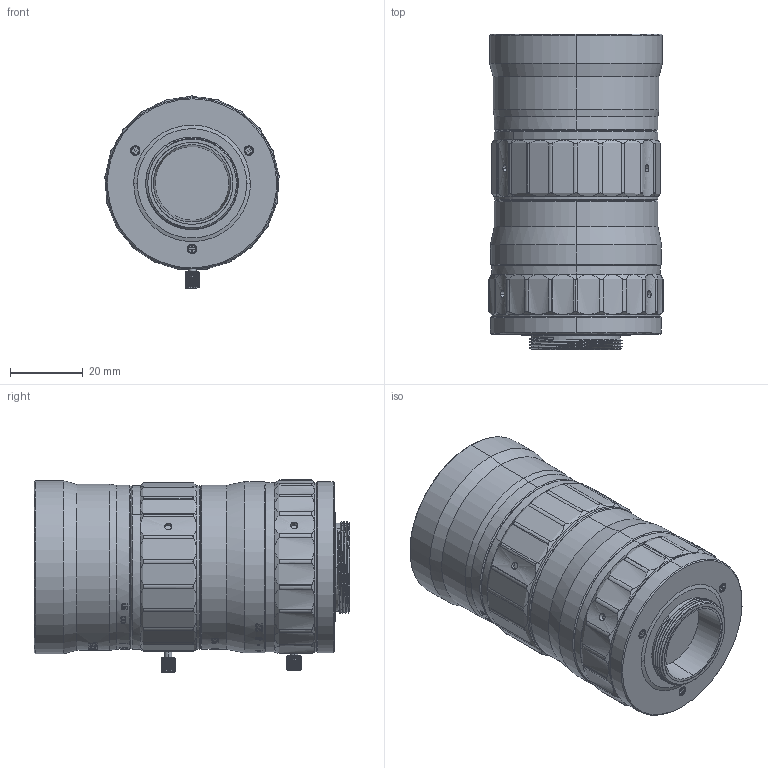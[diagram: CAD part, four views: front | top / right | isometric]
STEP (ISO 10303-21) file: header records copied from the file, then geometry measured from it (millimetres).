
FILE_DESCRIPTION (( 'STEP AP203' ), '1' );
FILE_NAME ('600018.STEP', '2021-08-06T07:59:18', ( '' ), ( '' ), 'SwSTEP 2.0', 'SolidWorks 2020', '' );
FILE_SCHEMA (( 'CONFIG_CONTROL_DESIGN' ));
Products named in the file (1): 600018
Bounding box: 47.87 x 86.67 x 52.76 mm (x, y, z)
Volume: 129438.4 mm3; surface area: 23860.6 mm2
Topology: 8 solids, 8 shells, 1179 faces, 3227 edges, 2164 vertices
Faces by surface type: bspline 1179
Entity records: 79811 total; most frequent: CARTESIAN_POINT 60808, ORIENTED_EDGE 6450, EDGE_CURVE 3225, B_SPLINE_CURVE_WITH_KNOTS 2709, VERTEX_POINT 2164, EDGE_LOOP 1293, FACE_OUTER_BOUND 1179, ADVANCED_FACE 1179
